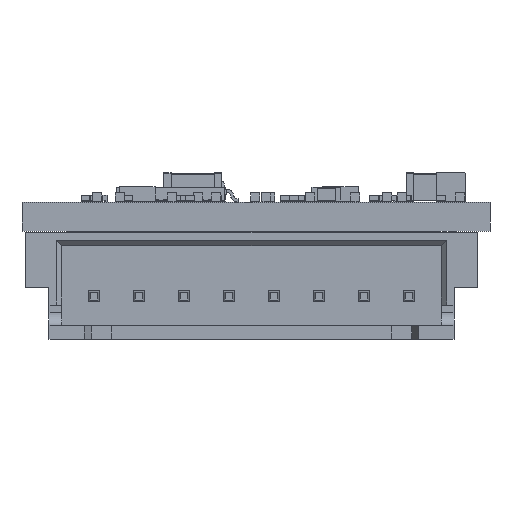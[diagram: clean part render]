
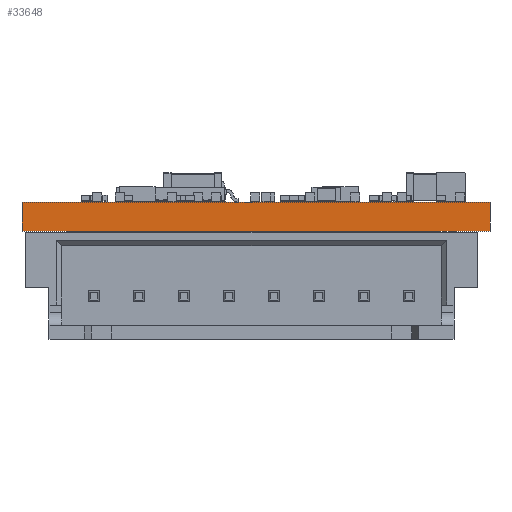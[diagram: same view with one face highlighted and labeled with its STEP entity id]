
A CAD part, left-side view. The second image highlights one B-rep face of the part: STEP entity #33648.
In plain terms, the highlighted planar face has unit normal (-1, 0, 0).
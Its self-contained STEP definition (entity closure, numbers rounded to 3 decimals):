
#33049 = VERTEX_POINT('',#33050);
#33050 = CARTESIAN_POINT('',(-20.,42.5,0.));
#33056 = EDGE_CURVE('',#33057,#33049,#33059,.T.);
#33057 = VERTEX_POINT('',#33058);
#33058 = CARTESIAN_POINT('',(-20.,16.5,0.));
#33059 = LINE('',#33060,#33061);
#33060 = CARTESIAN_POINT('',(-20.,16.5,0.));
#33061 = VECTOR('',#33062,1.);
#33062 = DIRECTION('',(0.,1.,0.));
#33335 = VERTEX_POINT('',#33336);
#33336 = CARTESIAN_POINT('',(-20.,42.5,1.6));
#33342 = EDGE_CURVE('',#33343,#33335,#33345,.T.);
#33343 = VERTEX_POINT('',#33344);
#33344 = CARTESIAN_POINT('',(-20.,16.5,1.6));
#33345 = LINE('',#33346,#33347);
#33346 = CARTESIAN_POINT('',(-20.,16.5,1.6));
#33347 = VECTOR('',#33348,1.);
#33348 = DIRECTION('',(0.,1.,0.));
#33618 = EDGE_CURVE('',#33049,#33335,#33619,.T.);
#33619 = LINE('',#33620,#33621);
#33620 = CARTESIAN_POINT('',(-20.,42.5,0.));
#33621 = VECTOR('',#33622,1.);
#33622 = DIRECTION('',(0.,0.,1.));
#33648 = ADVANCED_FACE('',(#33649),#33660,.T.);
#33649 = FACE_BOUND('',#33650,.T.);
#33650 = EDGE_LOOP('',(#33651,#33657,#33658,#33659));
#33651 = ORIENTED_EDGE('',*,*,#33652,.T.);
#33652 = EDGE_CURVE('',#33057,#33343,#33653,.T.);
#33653 = LINE('',#33654,#33655);
#33654 = CARTESIAN_POINT('',(-20.,16.5,0.));
#33655 = VECTOR('',#33656,1.);
#33656 = DIRECTION('',(0.,0.,1.));
#33657 = ORIENTED_EDGE('',*,*,#33342,.T.);
#33658 = ORIENTED_EDGE('',*,*,#33618,.F.);
#33659 = ORIENTED_EDGE('',*,*,#33056,.F.);
#33660 = PLANE('',#33661);
#33661 = AXIS2_PLACEMENT_3D('',#33662,#33663,#33664);
#33662 = CARTESIAN_POINT('',(-20.,16.5,0.));
#33663 = DIRECTION('',(-1.,0.,0.));
#33664 = DIRECTION('',(0.,1.,0.));
